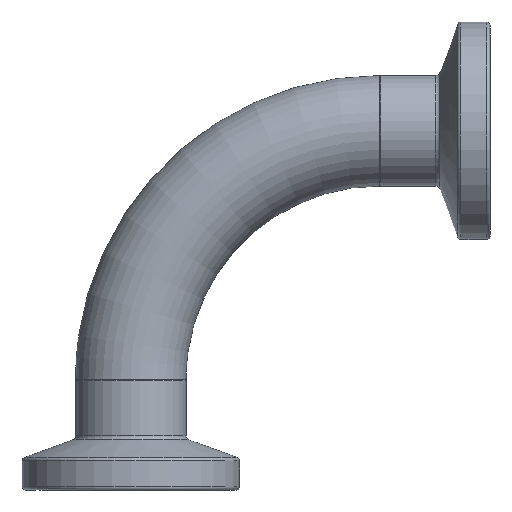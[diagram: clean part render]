
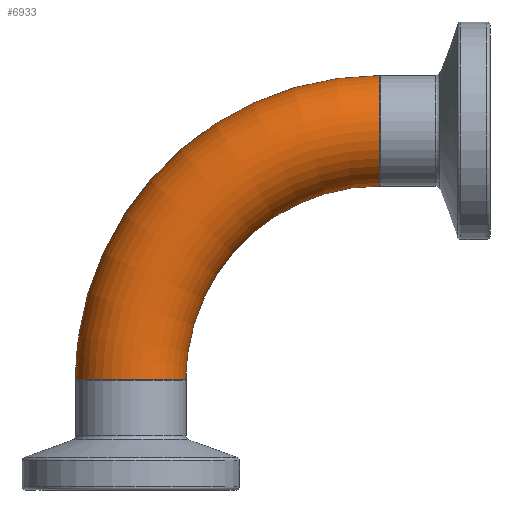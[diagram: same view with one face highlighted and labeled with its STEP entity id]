
A CAD part, left-side view. The second image highlights one B-rep face of the part: STEP entity #6933.
In plain terms, the highlighted toroidal (fillet/blend) face has major radius 28.575 mm and minor radius 6.35 mm.
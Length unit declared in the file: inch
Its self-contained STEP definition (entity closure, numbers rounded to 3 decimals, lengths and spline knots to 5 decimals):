
#30=TOROIDAL_SURFACE('',#7313,1.125,0.25);
#120=FACE_BOUND('',#1297,.T.);
#840=FACE_OUTER_BOUND('',#1296,.T.);
#1296=EDGE_LOOP('',(#6435));
#1297=EDGE_LOOP('',(#6436));
#1445=CIRCLE('',#7280,0.25);
#1459=CIRCLE('',#7309,0.25);
#3397=VERTEX_POINT('',#15364);
#3411=VERTEX_POINT('',#15407);
#4406=EDGE_CURVE('',#3397,#3397,#1445,.T.);
#4420=EDGE_CURVE('',#3411,#3411,#1459,.T.);
#6435=ORIENTED_EDGE('',*,*,#4406,.F.);
#6436=ORIENTED_EDGE('',*,*,#4420,.F.);
#6933=ADVANCED_FACE('',(#840,#120),#30,.T.);
#7280=AXIS2_PLACEMENT_3D('',#15365,#8439,#8440);
#7309=AXIS2_PLACEMENT_3D('',#15408,#8497,#8498);
#7313=AXIS2_PLACEMENT_3D('',#15414,#8505,#8506);
#8439=DIRECTION('center_axis',(0.,0.,
-1.));
#8440=DIRECTION('ref_axis',(0.,-1.,0.));
#8497=DIRECTION('center_axis',(0.,-1.,0.));
#8498=DIRECTION('ref_axis',(0.,0.,
-1.));
#8505=DIRECTION('center_axis',(-1.,0.,0.));
#8506=DIRECTION('ref_axis',(0.,0.,1.));
#15364=CARTESIAN_POINT('',(0.,1.,0.));
#15365=CARTESIAN_POINT('Origin',(0.,0.75,0.));
#15407=CARTESIAN_POINT('',(0.,-0.375,1.375));
#15408=CARTESIAN_POINT('Origin',(0.,-0.375,
1.125));
#15414=CARTESIAN_POINT('Origin',(0.,-0.375,0.));
